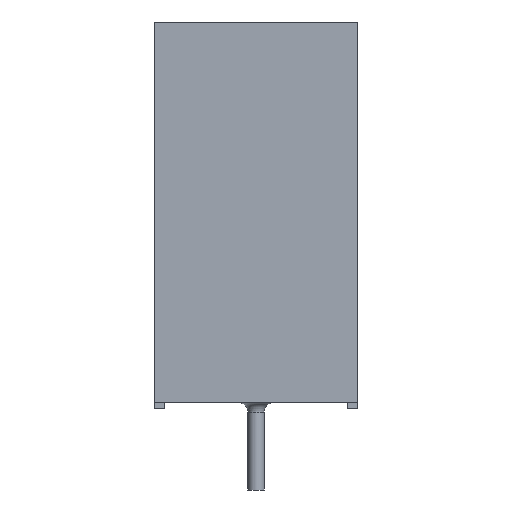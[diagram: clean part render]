
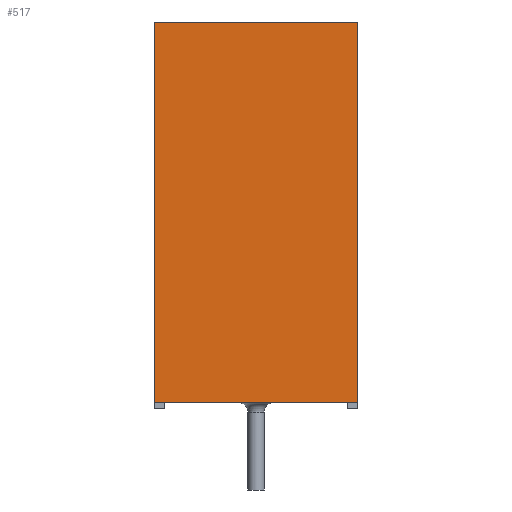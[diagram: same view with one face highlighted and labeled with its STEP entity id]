
A CAD part, left-side view. The second image highlights one B-rep face of the part: STEP entity #517.
In plain terms, the highlighted planar face has unit normal (-1, 0, 0).
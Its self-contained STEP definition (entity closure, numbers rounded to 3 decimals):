
#517 = ADVANCED_FACE( '', ( #1148 ), #1149, .F. );
#1148 = FACE_OUTER_BOUND( '', #1903, .T. );
#1149 = PLANE( '', #1904 );
#1903 = EDGE_LOOP( '', ( #3728, #3729, #3730, #3731 ) );
#1904 = AXIS2_PLACEMENT_3D( '', #3732, #3733, #3734 );
#3728 = ORIENTED_EDGE( '', *, *, #5426, .T. );
#3729 = ORIENTED_EDGE( '', *, *, #5172, .F. );
#3730 = ORIENTED_EDGE( '', *, *, #5549, .F. );
#3731 = ORIENTED_EDGE( '', *, *, #5288, .T. );
#3732 = CARTESIAN_POINT( '', ( -15.5, -5., 9.35 ) );
#3733 = DIRECTION( '', ( 1., 0., 0. ) );
#3734 = DIRECTION( '', ( 0., 0., -1. ) );
#5172 = EDGE_CURVE( '', #6126, #6128, #6129, .T. );
#5288 = EDGE_CURVE( '', #6323, #6321, #6324, .T. );
#5426 = EDGE_CURVE( '', #6321, #6128, #6531, .T. );
#5549 = EDGE_CURVE( '', #6323, #6126, #6690, .T. );
#6126 = VERTEX_POINT( '', #7894 );
#6128 = VERTEX_POINT( '', #7897 );
#6129 = LINE( '', #7898, #7899 );
#6321 = VERTEX_POINT( '', #8432 );
#6323 = VERTEX_POINT( '', #8435 );
#6324 = LINE( '', #8436, #8437 );
#6531 = LINE( '', #9062, #9063 );
#6690 = LINE( '', #9602, #9603 );
#7894 = CARTESIAN_POINT( '', ( -15.5, -5., -9.35 ) );
#7897 = CARTESIAN_POINT( '', ( -15.5, 5., -9.35 ) );
#7898 = CARTESIAN_POINT( '', ( -15.5, -5., -9.35 ) );
#7899 = VECTOR( '', #10257, 1000. );
#8432 = CARTESIAN_POINT( '', ( -15.5, 5., 9.35 ) );
#8435 = CARTESIAN_POINT( '', ( -15.5, -5., 9.35 ) );
#8436 = CARTESIAN_POINT( '', ( -15.5, -5., 9.35 ) );
#8437 = VECTOR( '', #10328, 1000. );
#9062 = CARTESIAN_POINT( '', ( -15.5, 5., 9.35 ) );
#9063 = VECTOR( '', #10396, 1000. );
#9602 = CARTESIAN_POINT( '', ( -15.5, -5., 9.35 ) );
#9603 = VECTOR( '', #10439, 1000. );
#10257 = DIRECTION( '', ( 0., 1., 0. ) );
#10328 = DIRECTION( '', ( 0., 1., 0. ) );
#10396 = DIRECTION( '', ( 0., 0., -1. ) );
#10439 = DIRECTION( '', ( 0., 0., -1. ) );
